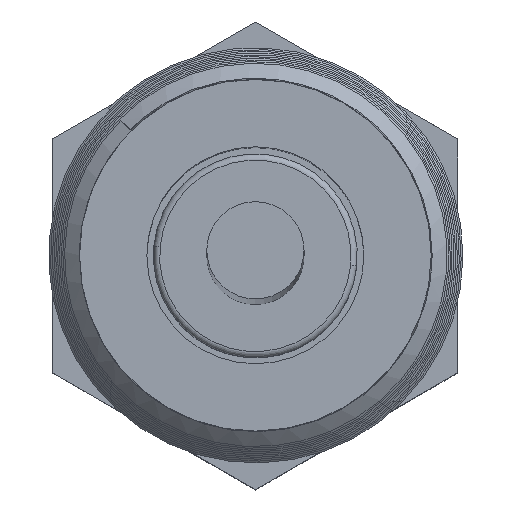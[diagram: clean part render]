
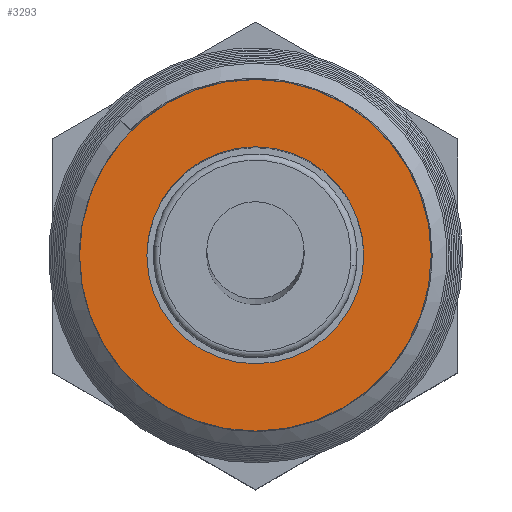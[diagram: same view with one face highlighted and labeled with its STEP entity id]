
A CAD part, top view. The second image highlights one B-rep face of the part: STEP entity #3293.
In plain terms, the highlighted planar face has unit normal (0, 0, 1).
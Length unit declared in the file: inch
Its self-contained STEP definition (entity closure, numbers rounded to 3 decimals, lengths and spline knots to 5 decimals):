
#180 = CARTESIAN_POINT ( 'NONE',  ( -0.174, 0., 0.865 ) ) ;
#201 = CARTESIAN_POINT ( 'NONE',  ( 0.174, 0., 0.865 ) ) ;
#232 = CARTESIAN_POINT ( 'NONE',  ( 0.282, 0., 0.865 ) ) ;
#330 = CARTESIAN_POINT ( 'NONE',  ( -0.282, 0., 0.865 ) ) ;
#1486 = CARTESIAN_POINT ( 'NONE',  ( 0., 0., 0.865 ) ) ;
#1487 = DIRECTION ( 'NONE',  ( 0., 0., -1. ) ) ;
#1488 = DIRECTION ( 'NONE',  ( -1., 0., 0. ) ) ;
#1510 = CARTESIAN_POINT ( 'NONE',  ( 0., 0., 0.865 ) ) ;
#1511 = DIRECTION ( 'NONE',  ( 0., 0., -1. ) ) ;
#1512 = DIRECTION ( 'NONE',  ( -1., 0., 0. ) ) ;
#2884 = DIRECTION ( 'NONE',  ( -1., 0., 0. ) ) ;
#2885 = DIRECTION ( 'NONE',  ( 0., 0., -1. ) ) ;
#2886 = CARTESIAN_POINT ( 'NONE',  ( 0., 0., 0.865 ) ) ;
#3170 = CIRCLE ( 'NONE', #6543, 0.282 ) ;
#3212 = CIRCLE ( 'NONE', #6548, 0.174 ) ;
#3220 = CIRCLE ( 'NONE', #6538, 0.174 ) ;
#3293 = ADVANCED_FACE ( 'NONE', ( #4422, #4437 ), #3913, .T. ) ;
#3910 = DIRECTION ( 'NONE',  ( 1., 0., 0. ) ) ;
#3911 = DIRECTION ( 'NONE',  ( 0., 0., 1. ) ) ;
#3913 = PLANE ( 'NONE',  #6678 ) ;
#3916 = CARTESIAN_POINT ( 'NONE',  ( 0., 0.282, 0.865 ) ) ;
#4422 = FACE_BOUND ( 'NONE', #6060, .T. ) ;
#4437 = FACE_OUTER_BOUND ( 'NONE', #5608, .T. ) ;
#4892 = CIRCLE ( 'NONE', #6577, 0.282 ) ;
#4991 = DIRECTION ( 'NONE',  ( -1., 0., 0. ) ) ;
#4992 = DIRECTION ( 'NONE',  ( 0., 0., -1. ) ) ;
#4993 = CARTESIAN_POINT ( 'NONE',  ( 0., 0., 0.865 ) ) ;
#5499 = ORIENTED_EDGE ( 'NONE', *, *, #6843, .T. ) ;
#5528 = ORIENTED_EDGE ( 'NONE', *, *, #6823, .T. ) ;
#5608 = EDGE_LOOP ( 'NONE', ( #6254, #5819 ) ) ;
#5622 = VERTEX_POINT ( 'NONE', #330 ) ;
#5819 = ORIENTED_EDGE ( 'NONE', *, *, #6748, .F. ) ;
#5912 = VERTEX_POINT ( 'NONE', #232 ) ;
#6060 = EDGE_LOOP ( 'NONE', ( #5528, #5499 ) ) ;
#6106 = VERTEX_POINT ( 'NONE', #201 ) ;
#6224 = VERTEX_POINT ( 'NONE', #180 ) ;
#6254 = ORIENTED_EDGE ( 'NONE', *, *, #6837, .F. ) ;
#6538 = AXIS2_PLACEMENT_3D ( 'NONE', #1510, #1511, #1512 ) ;
#6543 = AXIS2_PLACEMENT_3D ( 'NONE', #1486, #1487, #1488 ) ;
#6548 = AXIS2_PLACEMENT_3D ( 'NONE', #2886, #2885, #2884 ) ;
#6577 = AXIS2_PLACEMENT_3D ( 'NONE', #4993, #4992, #4991 ) ;
#6678 = AXIS2_PLACEMENT_3D ( 'NONE', #3916, #3911, #3910 ) ;
#6748 = EDGE_CURVE ( 'NONE', #5912, #5622, #4892, .T. ) ;
#6823 = EDGE_CURVE ( 'NONE', #6224, #6106, #3212, .T. ) ;
#6837 = EDGE_CURVE ( 'NONE', #5622, #5912, #3170, .T. ) ;
#6843 = EDGE_CURVE ( 'NONE', #6106, #6224, #3220, .T. ) ;
